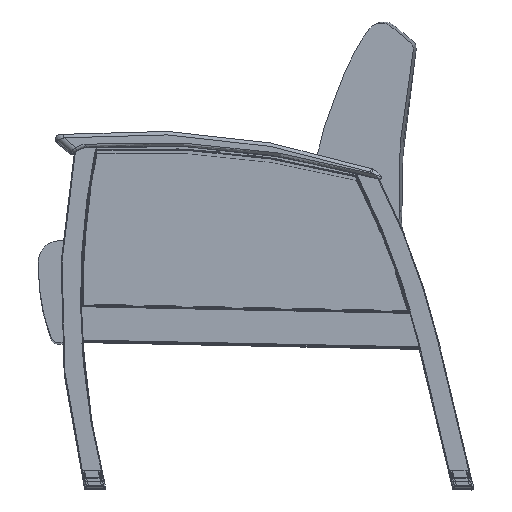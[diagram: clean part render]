
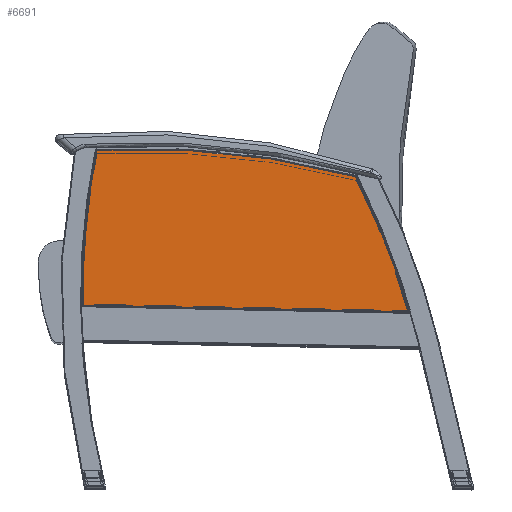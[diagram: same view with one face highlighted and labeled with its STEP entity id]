
A CAD part, top view. The second image highlights one B-rep face of the part: STEP entity #6691.
In plain terms, the highlighted planar face has unit normal (0, 0, 1).
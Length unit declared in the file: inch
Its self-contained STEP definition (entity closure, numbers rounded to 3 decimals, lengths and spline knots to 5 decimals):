
#837=PLANE('',#7374);
#1189=FACE_OUTER_BOUND('',#1751,.T.);
#1751=EDGE_LOOP('',(#6096,#6097,#6098,#6099));
#2127=LINE('',#13780,#2508);
#2508=VECTOR('',#9068,23.30638);
#2841=CIRCLE('',#7359,53.031);
#2849=CIRCLE('',#7373,59.7575);
#2850=CIRCLE('',#7375,53.031);
#3451=VERTEX_POINT('',#13738);
#3454=VERTEX_POINT('',#13756);
#3457=VERTEX_POINT('',#13779);
#3468=VERTEX_POINT('',#13862);
#4330=EDGE_CURVE('',#3454,#3451,#2841,.T.);
#4334=EDGE_CURVE('',#3451,#3457,#2127,.T.);
#4349=EDGE_CURVE('',#3468,#3454,#2849,.T.);
#4350=EDGE_CURVE('',#3457,#3468,#2850,.T.);
#6096=ORIENTED_EDGE('',*,*,#4330,.F.);
#6097=ORIENTED_EDGE('',*,*,#4349,.F.);
#6098=ORIENTED_EDGE('',*,*,#4350,.F.);
#6099=ORIENTED_EDGE('',*,*,#4334,.F.);
#6691=ADVANCED_FACE('',(#1189),#837,.T.);
#7359=AXIS2_PLACEMENT_3D('',#13771,#9058,#9059);
#7373=AXIS2_PLACEMENT_3D('',#13877,#9092,#9093);
#7374=AXIS2_PLACEMENT_3D('',#13878,#9094,#9095);
#7375=AXIS2_PLACEMENT_3D('',#13879,#9096,#9097);
#9058=DIRECTION('center_axis',(0.,0.,-1.));
#9059=DIRECTION('ref_axis',(0.93,0.366,0.));
#9068=DIRECTION('',(-1.,0.02,0.));
#9092=DIRECTION('center_axis',(0.,0.,-1.));
#9093=DIRECTION('ref_axis',(0.099,0.995,0.));
#9094=DIRECTION('center_axis',(0.,0.,1.));
#9095=DIRECTION('ref_axis',(1.,0.,0.));
#9096=DIRECTION('center_axis',(0.,0.,-1.));
#9097=DIRECTION('ref_axis',(-0.996,0.094,0.));
#13738=CARTESIAN_POINT('',(23.533,-0.41145,1.5));
#13756=CARTESIAN_POINT('',(19.73668,9.20793,1.5));
#13771=CARTESIAN_POINT('Origin',(-27.45859,-14.97663,1.5));
#13779=CARTESIAN_POINT('',(0.23135,0.05785,1.5));
#13780=CARTESIAN_POINT('',(5.56619,-0.04959,1.5));
#13862=CARTESIAN_POINT('',(1.27194,11.11456,1.5));
#13877=CARTESIAN_POINT('Origin',(4.44102,-48.55885,1.5));
#13878=CARTESIAN_POINT('Origin',(11.05137,4.30035,1.5));
#13879=CARTESIAN_POINT('Origin',(53.2591,0.64449,1.5));
